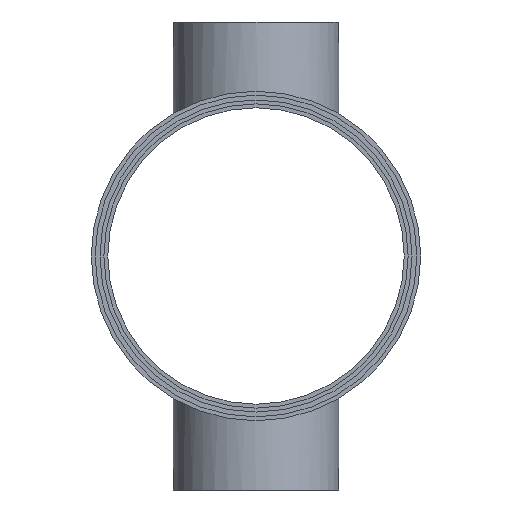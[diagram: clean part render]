
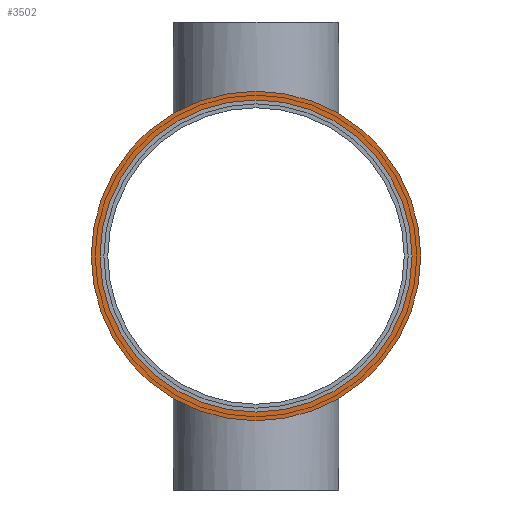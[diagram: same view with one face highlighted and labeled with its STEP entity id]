
A CAD part, front view. The second image highlights one B-rep face of the part: STEP entity #3502.
In plain terms, the highlighted planar face has unit normal (0, -1, 0).
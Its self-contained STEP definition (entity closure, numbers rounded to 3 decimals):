
#603 = CARTESIAN_POINT ( 'NONE',  ( 0., 50., -84.5 ) ) ;
#604 = CARTESIAN_POINT ( 'NONE',  ( 0., 50., 84.5 ) ) ;
#1261 = DIRECTION ( 'NONE',  ( 0., 0., -1. ) ) ;
#1262 = DIRECTION ( 'NONE',  ( 0., -1., 0. ) ) ;
#1263 = CARTESIAN_POINT ( 'NONE',  ( 0., 50., 0. ) ) ;
#1264 = AXIS2_PLACEMENT_3D ( 'NONE', #1263, #1262, #1261 ) ;
#1265 = CIRCLE ( 'NONE', #1264, 84.5 ) ;
#2124 = CARTESIAN_POINT ( 'NONE',  ( 0., 50., 80. ) ) ;
#2125 = CARTESIAN_POINT ( 'NONE',  ( 0., 50., -80. ) ) ;
#2126 = DIRECTION ( 'NONE',  ( 0., 0., -1. ) ) ;
#2127 = DIRECTION ( 'NONE',  ( 0., -1., 0. ) ) ;
#2128 = CARTESIAN_POINT ( 'NONE',  ( 0., 50., 0. ) ) ;
#2129 = AXIS2_PLACEMENT_3D ( 'NONE', #2128, #2127, #2126 ) ;
#2130 = CIRCLE ( 'NONE', #2129, 80. ) ;
#2800 = CIRCLE ( 'NONE', #2863, 80. ) ;
#2848 = DIRECTION ( 'NONE',  ( 0., 0., -1. ) ) ;
#2849 = DIRECTION ( 'NONE',  ( 0., -1., 0. ) ) ;
#2850 = AXIS2_PLACEMENT_3D ( 'NONE', #2855, #2849, #2848 ) ;
#2851 = CIRCLE ( 'NONE', #2850, 84.5 ) ;
#2852 = DIRECTION ( 'NONE',  ( 0., 0., -1. ) ) ;
#2853 = DIRECTION ( 'NONE',  ( 0., -1., 0. ) ) ;
#2854 = AXIS2_PLACEMENT_3D ( 'NONE', #2856, #2853, #2852 ) ;
#2855 = CARTESIAN_POINT ( 'NONE',  ( 0., 50., 0. ) ) ;
#2856 = CARTESIAN_POINT ( 'NONE',  ( 0., 50., 80. ) ) ;
#2857 = PLANE ( 'NONE',  #2854 ) ;
#2858 = FACE_BOUND ( 'NONE', #3507, .T. ) ;
#2859 = FACE_OUTER_BOUND ( 'NONE', #3503, .T. ) ;
#2860 = DIRECTION ( 'NONE',  ( 0., 0., -1. ) ) ;
#2861 = DIRECTION ( 'NONE',  ( 0., -1., 0. ) ) ;
#2862 = CARTESIAN_POINT ( 'NONE',  ( 0., 50., 0. ) ) ;
#2863 = AXIS2_PLACEMENT_3D ( 'NONE', #2862, #2861, #2860 ) ;
#3041 = VERTEX_POINT ( 'NONE', #604 ) ;
#3043 = VERTEX_POINT ( 'NONE', #603 ) ;
#3080 = EDGE_CURVE ( 'NONE', #3043, #3041, #1265, .T. ) ;
#3175 = EDGE_CURVE ( 'NONE', #3176, #3177, #2130, .T. ) ;
#3176 = VERTEX_POINT ( 'NONE', #2125 ) ;
#3177 = VERTEX_POINT ( 'NONE', #2124 ) ;
#3499 = EDGE_CURVE ( 'NONE', #3177, #3176, #2800, .T. ) ;
#3502 = ADVANCED_FACE ( 'NONE', ( #2859, #2858 ), #2857, .T. ) ;
#3503 = EDGE_LOOP ( 'NONE', ( #3504, #3505 ) ) ;
#3504 = ORIENTED_EDGE ( 'NONE', *, *, #3080, .T. ) ;
#3505 = ORIENTED_EDGE ( 'NONE', *, *, #3506, .T. ) ;
#3506 = EDGE_CURVE ( 'NONE', #3041, #3043, #2851, .T. ) ;
#3507 = EDGE_LOOP ( 'NONE', ( #3555, #3556 ) ) ;
#3555 = ORIENTED_EDGE ( 'NONE', *, *, #3175, .F. ) ;
#3556 = ORIENTED_EDGE ( 'NONE', *, *, #3499, .F. ) ;
